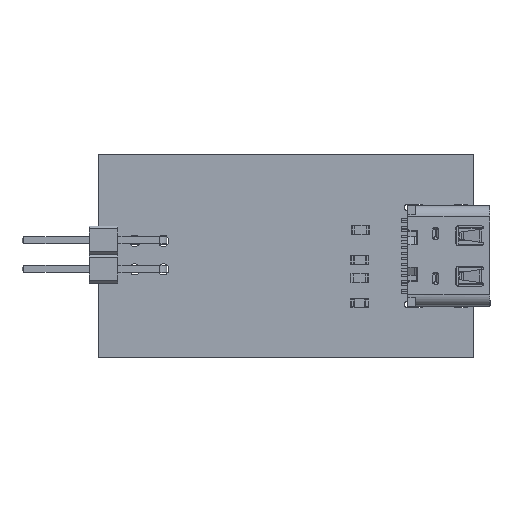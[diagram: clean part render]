
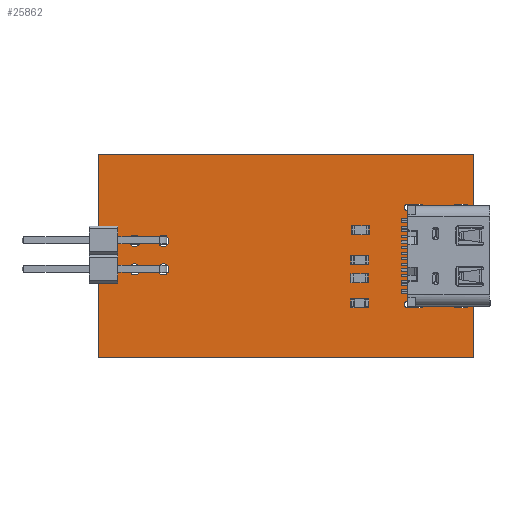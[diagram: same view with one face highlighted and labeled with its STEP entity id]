
A CAD part, top view. The second image highlights one B-rep face of the part: STEP entity #25862.
In plain terms, the highlighted planar face has unit normal (0, 0, 1).
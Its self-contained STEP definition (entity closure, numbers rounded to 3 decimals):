
#25540 = VERTEX_POINT('',#25541);
#25541 = CARTESIAN_POINT('',(135.,-104.5,1.51));
#25547 = EDGE_CURVE('',#25540,#25548,#25550,.T.);
#25548 = VERTEX_POINT('',#25549);
#25549 = CARTESIAN_POINT('',(101.6,-104.5,1.51));
#25550 = LINE('',#25551,#25552);
#25551 = CARTESIAN_POINT('',(135.,-104.5,1.51));
#25552 = VECTOR('',#25553,1.);
#25553 = DIRECTION('',(-1.,0.,0.));
#25580 = VERTEX_POINT('',#25581);
#25581 = CARTESIAN_POINT('',(135.,-86.5,1.51));
#25587 = EDGE_CURVE('',#25580,#25540,#25588,.T.);
#25588 = LINE('',#25589,#25590);
#25589 = CARTESIAN_POINT('',(135.,-86.5,1.51));
#25590 = VECTOR('',#25591,1.);
#25591 = DIRECTION('',(0.,-1.,0.));
#25609 = EDGE_CURVE('',#25548,#25610,#25612,.T.);
#25610 = VERTEX_POINT('',#25611);
#25611 = CARTESIAN_POINT('',(101.6,-86.5,1.51));
#25612 = LINE('',#25613,#25614);
#25613 = CARTESIAN_POINT('',(101.6,-104.5,1.51));
#25614 = VECTOR('',#25615,1.);
#25615 = DIRECTION('',(0.,1.,0.));
#25862 = ADVANCED_FACE('',(#25863,#25874,#25885,#25896,#25932,#25968,
    #25979,#25990,#26001,#26012,#26048),#26084,.T.);
#25863 = FACE_BOUND('',#25864,.T.);
#25864 = EDGE_LOOP('',(#25865,#25866,#25867,#25873));
#25865 = ORIENTED_EDGE('',*,*,#25547,.F.);
#25866 = ORIENTED_EDGE('',*,*,#25587,.F.);
#25867 = ORIENTED_EDGE('',*,*,#25868,.F.);
#25868 = EDGE_CURVE('',#25610,#25580,#25869,.T.);
#25869 = LINE('',#25870,#25871);
#25870 = CARTESIAN_POINT('',(101.6,-86.5,1.51));
#25871 = VECTOR('',#25872,1.);
#25872 = DIRECTION('',(1.,0.,0.));
#25873 = ORIENTED_EDGE('',*,*,#25609,.F.);
#25874 = FACE_BOUND('',#25875,.T.);
#25875 = EDGE_LOOP('',(#25876));
#25876 = ORIENTED_EDGE('',*,*,#25877,.T.);
#25877 = EDGE_CURVE('',#25878,#25878,#25880,.T.);
#25878 = VERTEX_POINT('',#25879);
#25879 = CARTESIAN_POINT('',(104.81,-97.19,1.51));
#25880 = CIRCLE('',#25881,0.5);
#25881 = AXIS2_PLACEMENT_3D('',#25882,#25883,#25884);
#25882 = CARTESIAN_POINT('',(104.81,-96.69,1.51));
#25883 = DIRECTION('',(-0.,0.,-1.));
#25884 = DIRECTION('',(-0.,-1.,0.));
#25885 = FACE_BOUND('',#25886,.T.);
#25886 = EDGE_LOOP('',(#25887));
#25887 = ORIENTED_EDGE('',*,*,#25888,.T.);
#25888 = EDGE_CURVE('',#25889,#25889,#25891,.T.);
#25889 = VERTEX_POINT('',#25890);
#25890 = CARTESIAN_POINT('',(107.35,-97.19,1.51));
#25891 = CIRCLE('',#25892,0.5);
#25892 = AXIS2_PLACEMENT_3D('',#25893,#25894,#25895);
#25893 = CARTESIAN_POINT('',(107.35,-96.69,1.51));
#25894 = DIRECTION('',(-0.,0.,-1.));
#25895 = DIRECTION('',(-0.,-1.,0.));
#25896 = FACE_BOUND('',#25897,.T.);
#25897 = EDGE_LOOP('',(#25898,#25909,#25917,#25926));
#25898 = ORIENTED_EDGE('',*,*,#25899,.T.);
#25899 = EDGE_CURVE('',#25900,#25902,#25904,.T.);
#25900 = VERTEX_POINT('',#25901);
#25901 = CARTESIAN_POINT('',(130.202,-99.52,1.51));
#25902 = VERTEX_POINT('',#25903);
#25903 = CARTESIAN_POINT('',(130.202,-100.12,1.51));
#25904 = CIRCLE('',#25905,0.3);
#25905 = AXIS2_PLACEMENT_3D('',#25906,#25907,#25908);
#25906 = CARTESIAN_POINT('',(130.202,-99.82,1.51));
#25907 = DIRECTION('',(-0.,0.,-1.));
#25908 = DIRECTION('',(-0.,-1.,0.));
#25909 = ORIENTED_EDGE('',*,*,#25910,.T.);
#25910 = EDGE_CURVE('',#25902,#25911,#25913,.T.);
#25911 = VERTEX_POINT('',#25912);
#25912 = CARTESIAN_POINT('',(129.103,-100.12,1.51));
#25913 = LINE('',#25914,#25915);
#25914 = CARTESIAN_POINT('',(64.551,-100.12,1.51));
#25915 = VECTOR('',#25916,1.);
#25916 = DIRECTION('',(-1.,0.,0.));
#25917 = ORIENTED_EDGE('',*,*,#25918,.T.);
#25918 = EDGE_CURVE('',#25911,#25919,#25921,.T.);
#25919 = VERTEX_POINT('',#25920);
#25920 = CARTESIAN_POINT('',(129.103,-99.52,1.51));
#25921 = CIRCLE('',#25922,0.3);
#25922 = AXIS2_PLACEMENT_3D('',#25923,#25924,#25925);
#25923 = CARTESIAN_POINT('',(129.103,-99.82,1.51));
#25924 = DIRECTION('',(-0.,0.,-1.));
#25925 = DIRECTION('',(0.,1.,0.));
#25926 = ORIENTED_EDGE('',*,*,#25927,.T.);
#25927 = EDGE_CURVE('',#25919,#25900,#25928,.T.);
#25928 = LINE('',#25929,#25930);
#25929 = CARTESIAN_POINT('',(65.101,-99.52,1.51));
#25930 = VECTOR('',#25931,1.);
#25931 = DIRECTION('',(1.,0.,-0.));
#25932 = FACE_BOUND('',#25933,.T.);
#25933 = EDGE_LOOP('',(#25934,#25945,#25953,#25962));
#25934 = ORIENTED_EDGE('',*,*,#25935,.T.);
#25935 = EDGE_CURVE('',#25936,#25938,#25940,.T.);
#25936 = VERTEX_POINT('',#25937);
#25937 = CARTESIAN_POINT('',(134.232,-99.52,1.51));
#25938 = VERTEX_POINT('',#25939);
#25939 = CARTESIAN_POINT('',(134.232,-100.12,1.51));
#25940 = CIRCLE('',#25941,0.3);
#25941 = AXIS2_PLACEMENT_3D('',#25942,#25943,#25944);
#25942 = CARTESIAN_POINT('',(134.232,-99.82,1.51));
#25943 = DIRECTION('',(-0.,0.,-1.));
#25944 = DIRECTION('',(-0.,-1.,0.));
#25945 = ORIENTED_EDGE('',*,*,#25946,.T.);
#25946 = EDGE_CURVE('',#25938,#25947,#25949,.T.);
#25947 = VERTEX_POINT('',#25948);
#25948 = CARTESIAN_POINT('',(133.433,-100.12,1.51));
#25949 = LINE('',#25950,#25951);
#25950 = CARTESIAN_POINT('',(66.716,-100.12,1.51));
#25951 = VECTOR('',#25952,1.);
#25952 = DIRECTION('',(-1.,0.,0.));
#25953 = ORIENTED_EDGE('',*,*,#25954,.T.);
#25954 = EDGE_CURVE('',#25947,#25955,#25957,.T.);
#25955 = VERTEX_POINT('',#25956);
#25956 = CARTESIAN_POINT('',(133.433,-99.52,1.51));
#25957 = CIRCLE('',#25958,0.3);
#25958 = AXIS2_PLACEMENT_3D('',#25959,#25960,#25961);
#25959 = CARTESIAN_POINT('',(133.433,-99.82,1.51));
#25960 = DIRECTION('',(-0.,0.,-1.));
#25961 = DIRECTION('',(0.,1.,0.));
#25962 = ORIENTED_EDGE('',*,*,#25963,.T.);
#25963 = EDGE_CURVE('',#25955,#25936,#25964,.T.);
#25964 = LINE('',#25965,#25966);
#25965 = CARTESIAN_POINT('',(67.116,-99.52,1.51));
#25966 = VECTOR('',#25967,1.);
#25967 = DIRECTION('',(1.,0.,-0.));
#25968 = FACE_BOUND('',#25969,.T.);
#25969 = EDGE_LOOP('',(#25970));
#25970 = ORIENTED_EDGE('',*,*,#25971,.T.);
#25971 = EDGE_CURVE('',#25972,#25972,#25974,.T.);
#25972 = VERTEX_POINT('',#25973);
#25973 = CARTESIAN_POINT('',(130.153,-98.725,1.51));
#25974 = CIRCLE('',#25975,0.325);
#25975 = AXIS2_PLACEMENT_3D('',#25976,#25977,#25978);
#25976 = CARTESIAN_POINT('',(130.153,-98.4,1.51));
#25977 = DIRECTION('',(-0.,0.,-1.));
#25978 = DIRECTION('',(0.,-1.,-0.));
#25979 = FACE_BOUND('',#25980,.T.);
#25980 = EDGE_LOOP('',(#25981));
#25981 = ORIENTED_EDGE('',*,*,#25982,.T.);
#25982 = EDGE_CURVE('',#25983,#25983,#25985,.T.);
#25983 = VERTEX_POINT('',#25984);
#25984 = CARTESIAN_POINT('',(104.81,-94.65,1.51));
#25985 = CIRCLE('',#25986,0.5);
#25986 = AXIS2_PLACEMENT_3D('',#25987,#25988,#25989);
#25987 = CARTESIAN_POINT('',(104.81,-94.15,1.51));
#25988 = DIRECTION('',(-0.,0.,-1.));
#25989 = DIRECTION('',(-0.,-1.,0.));
#25990 = FACE_BOUND('',#25991,.T.);
#25991 = EDGE_LOOP('',(#25992));
#25992 = ORIENTED_EDGE('',*,*,#25993,.T.);
#25993 = EDGE_CURVE('',#25994,#25994,#25996,.T.);
#25994 = VERTEX_POINT('',#25995);
#25995 = CARTESIAN_POINT('',(107.35,-94.65,1.51));
#25996 = CIRCLE('',#25997,0.5);
#25997 = AXIS2_PLACEMENT_3D('',#25998,#25999,#26000);
#25998 = CARTESIAN_POINT('',(107.35,-94.15,1.51));
#25999 = DIRECTION('',(-0.,0.,-1.));
#26000 = DIRECTION('',(-0.,-1.,0.));
#26001 = FACE_BOUND('',#26002,.T.);
#26002 = EDGE_LOOP('',(#26003));
#26003 = ORIENTED_EDGE('',*,*,#26004,.T.);
#26004 = EDGE_CURVE('',#26005,#26005,#26007,.T.);
#26005 = VERTEX_POINT('',#26006);
#26006 = CARTESIAN_POINT('',(130.153,-92.935,1.51));
#26007 = CIRCLE('',#26008,0.325);
#26008 = AXIS2_PLACEMENT_3D('',#26009,#26010,#26011);
#26009 = CARTESIAN_POINT('',(130.153,-92.61,1.51));
#26010 = DIRECTION('',(-0.,0.,-1.));
#26011 = DIRECTION('',(0.,-1.,-0.));
#26012 = FACE_BOUND('',#26013,.T.);
#26013 = EDGE_LOOP('',(#26014,#26025,#26033,#26042));
#26014 = ORIENTED_EDGE('',*,*,#26015,.T.);
#26015 = EDGE_CURVE('',#26016,#26018,#26020,.T.);
#26016 = VERTEX_POINT('',#26017);
#26017 = CARTESIAN_POINT('',(130.202,-90.88,1.51));
#26018 = VERTEX_POINT('',#26019);
#26019 = CARTESIAN_POINT('',(130.202,-91.48,1.51));
#26020 = CIRCLE('',#26021,0.3);
#26021 = AXIS2_PLACEMENT_3D('',#26022,#26023,#26024);
#26022 = CARTESIAN_POINT('',(130.202,-91.18,1.51));
#26023 = DIRECTION('',(-0.,0.,-1.));
#26024 = DIRECTION('',(-0.,-1.,0.));
#26025 = ORIENTED_EDGE('',*,*,#26026,.T.);
#26026 = EDGE_CURVE('',#26018,#26027,#26029,.T.);
#26027 = VERTEX_POINT('',#26028);
#26028 = CARTESIAN_POINT('',(129.103,-91.48,1.51));
#26029 = LINE('',#26030,#26031);
#26030 = CARTESIAN_POINT('',(64.551,-91.48,1.51));
#26031 = VECTOR('',#26032,1.);
#26032 = DIRECTION('',(-1.,0.,0.));
#26033 = ORIENTED_EDGE('',*,*,#26034,.T.);
#26034 = EDGE_CURVE('',#26027,#26035,#26037,.T.);
#26035 = VERTEX_POINT('',#26036);
#26036 = CARTESIAN_POINT('',(129.103,-90.88,1.51));
#26037 = CIRCLE('',#26038,0.3);
#26038 = AXIS2_PLACEMENT_3D('',#26039,#26040,#26041);
#26039 = CARTESIAN_POINT('',(129.103,-91.18,1.51));
#26040 = DIRECTION('',(-0.,0.,-1.));
#26041 = DIRECTION('',(0.,1.,0.));
#26042 = ORIENTED_EDGE('',*,*,#26043,.T.);
#26043 = EDGE_CURVE('',#26035,#26016,#26044,.T.);
#26044 = LINE('',#26045,#26046);
#26045 = CARTESIAN_POINT('',(65.101,-90.88,1.51));
#26046 = VECTOR('',#26047,1.);
#26047 = DIRECTION('',(1.,0.,-0.));
#26048 = FACE_BOUND('',#26049,.T.);
#26049 = EDGE_LOOP('',(#26050,#26061,#26069,#26078));
#26050 = ORIENTED_EDGE('',*,*,#26051,.T.);
#26051 = EDGE_CURVE('',#26052,#26054,#26056,.T.);
#26052 = VERTEX_POINT('',#26053);
#26053 = CARTESIAN_POINT('',(134.232,-90.88,1.51));
#26054 = VERTEX_POINT('',#26055);
#26055 = CARTESIAN_POINT('',(134.232,-91.48,1.51));
#26056 = CIRCLE('',#26057,0.3);
#26057 = AXIS2_PLACEMENT_3D('',#26058,#26059,#26060);
#26058 = CARTESIAN_POINT('',(134.232,-91.18,1.51));
#26059 = DIRECTION('',(-0.,0.,-1.));
#26060 = DIRECTION('',(-0.,-1.,0.));
#26061 = ORIENTED_EDGE('',*,*,#26062,.T.);
#26062 = EDGE_CURVE('',#26054,#26063,#26065,.T.);
#26063 = VERTEX_POINT('',#26064);
#26064 = CARTESIAN_POINT('',(133.433,-91.48,1.51));
#26065 = LINE('',#26066,#26067);
#26066 = CARTESIAN_POINT('',(66.716,-91.48,1.51));
#26067 = VECTOR('',#26068,1.);
#26068 = DIRECTION('',(-1.,0.,0.));
#26069 = ORIENTED_EDGE('',*,*,#26070,.T.);
#26070 = EDGE_CURVE('',#26063,#26071,#26073,.T.);
#26071 = VERTEX_POINT('',#26072);
#26072 = CARTESIAN_POINT('',(133.433,-90.88,1.51));
#26073 = CIRCLE('',#26074,0.3);
#26074 = AXIS2_PLACEMENT_3D('',#26075,#26076,#26077);
#26075 = CARTESIAN_POINT('',(133.433,-91.18,1.51));
#26076 = DIRECTION('',(-0.,0.,-1.));
#26077 = DIRECTION('',(0.,1.,0.));
#26078 = ORIENTED_EDGE('',*,*,#26079,.T.);
#26079 = EDGE_CURVE('',#26071,#26052,#26080,.T.);
#26080 = LINE('',#26081,#26082);
#26081 = CARTESIAN_POINT('',(67.116,-90.88,1.51));
#26082 = VECTOR('',#26083,1.);
#26083 = DIRECTION('',(1.,0.,-0.));
#26084 = PLANE('',#26085);
#26085 = AXIS2_PLACEMENT_3D('',#26086,#26087,#26088);
#26086 = CARTESIAN_POINT('',(0.,0.,1.51));
#26087 = DIRECTION('',(0.,0.,1.));
#26088 = DIRECTION('',(1.,0.,-0.));
